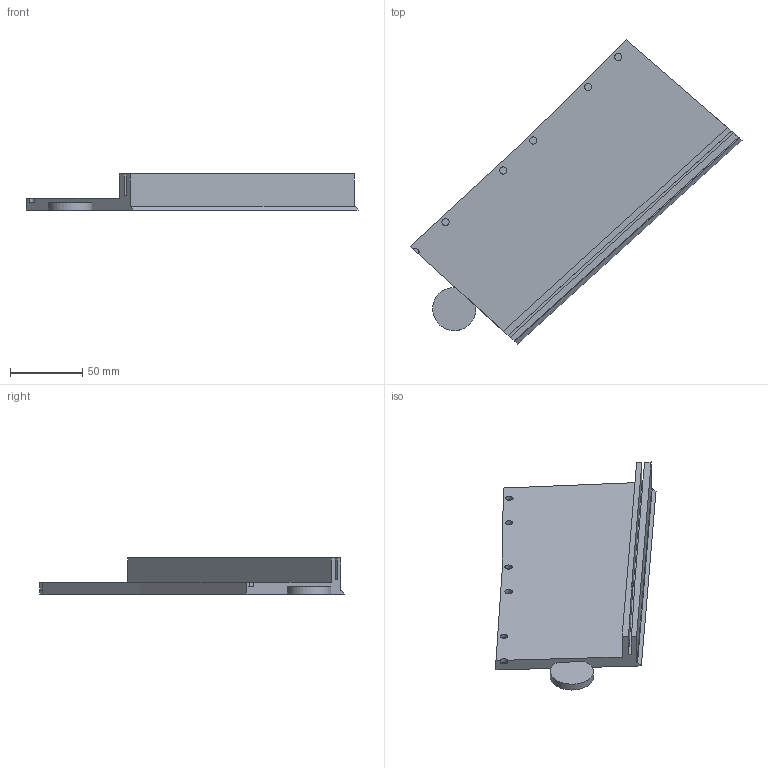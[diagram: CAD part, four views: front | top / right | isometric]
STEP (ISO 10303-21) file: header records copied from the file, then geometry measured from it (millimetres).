
FILE_DESCRIPTION(/* description */ (''),/* implementation_level */ '2;1');
FILE_NAME(/* name */ 'Pitlane_5.step',/* time_stamp */ '2024-10-16T21:34:04+02:00',/* author */ (''),/* organization */ (''),/* preprocessor_version */ 'ST-DEVELOPER v20',/* originating_system */ 'Autodesk Translation Framework v13.20.0.188',/* authorisation */ '');
FILE_SCHEMA (('AUTOMOTIVE_DESIGN { 1 0 10303 214 3 1 1 }'));
Length unit declared in the file: millimetre
Products named in the file (1): Pitlane_5
Bounding box: 230.06 x 210.76 x 25 mm (x, y, z)
Volume: 194830 mm3; surface area: 62899.5 mm2
Topology: 1 solids, 1 shells, 40 faces, 99 edges, 66 vertices
Faces by surface type: plane 27, cylinder 8, bspline 4, cone 1
Full cylindrical faces by diameter (mm): 5 x5
Entity records: 1547 total; most frequent: CARTESIAN_POINT 532, ORIENTED_EDGE 198, DIRECTION 190, EDGE_CURVE 99, LINE 74, VECTOR 74, VERTEX_POINT 66, AXIS2_PLACEMENT_3D 58
